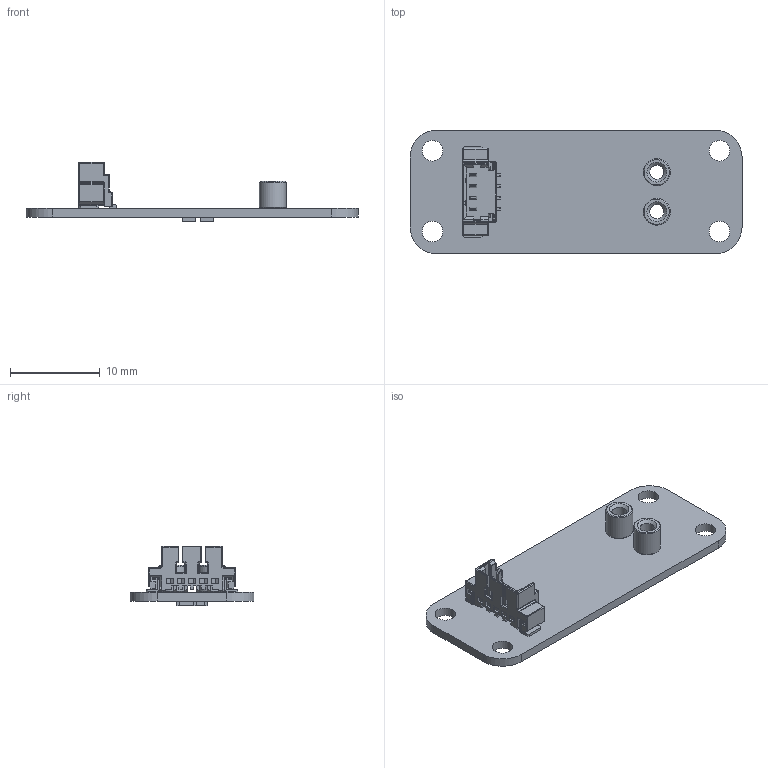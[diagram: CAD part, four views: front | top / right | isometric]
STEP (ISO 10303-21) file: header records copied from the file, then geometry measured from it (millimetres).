
FILE_DESCRIPTION(('Open CASCADE Model'),'2;1');
FILE_NAME('Open CASCADE Shape Model','2025-08-08T21:17:21',('Author'),( 'Open CASCADE'),'Open CASCADE STEP processor 6.8','Open CASCADE 6.8' ,'Unknown');
FILE_SCHEMA(('AUTOMOTIVE_DESIGN { 1 0 10303 214 1 1 1 1 }'));
Length unit declared in the file: millimetre
Products named in the file (1): PCB
Bounding box: 37 x 13.8 x 6.6 mm (x, y, z)
Volume: 583.9 mm3; surface area: 1562 mm2
Topology: 26 solids, 28 shells, 767 faces, 1840 edges, 1117 vertices
Faces by surface type: plane 380, cylinder 190, bspline 135, torus 30, sphere 24, cone 8
Full cylindrical faces by diameter (mm): 1.6 x2, 2 x2, 2.1 x2, 2.3 x4, 3 x2
Entity records: 23677 total; most frequent: CARTESIAN_POINT 6257, ORIENTED_EDGE 3642, DIRECTION 3377, EDGE_CURVE 1821, LINE 1159, VECTOR 1159, VERTEX_POINT 1117, AXIS2_PLACEMENT_3D 1109
